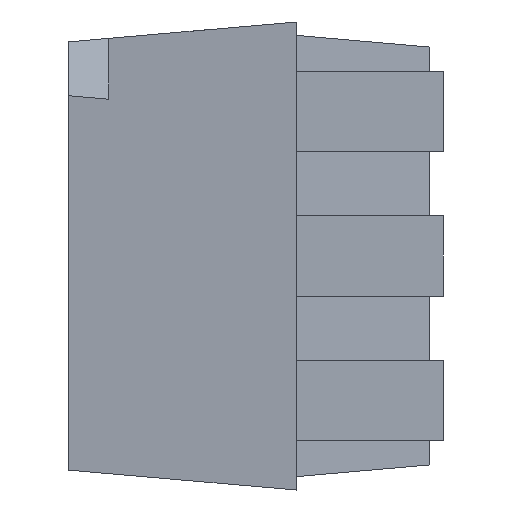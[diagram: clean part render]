
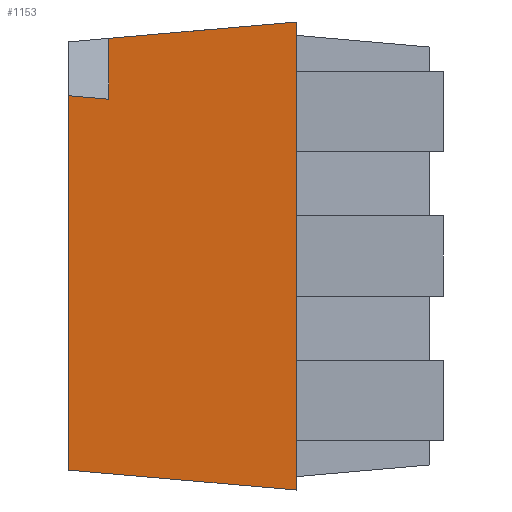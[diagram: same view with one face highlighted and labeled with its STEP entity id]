
A CAD part, left-side view. The second image highlights one B-rep face of the part: STEP entity #1153.
In plain terms, the highlighted planar face has unit normal (-0.996, 0.087, 0).
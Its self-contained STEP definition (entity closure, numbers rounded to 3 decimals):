
#31 = LINE ( 'NONE', #1618, #1947 ) ;
#60 = CARTESIAN_POINT ( 'NONE',  ( -1.85, 0., 1.75 ) ) ;
#119 = CARTESIAN_POINT ( 'NONE',  ( -1.822, 0.319, 1.722 ) ) ;
#147 = EDGE_LOOP ( 'NONE', ( #1977, #2192, #1540, #1250, #1280, #388 ) ) ;
#168 = CARTESIAN_POINT ( 'NONE',  ( -1.701, 1.7, 1.199 ) ) ;
#216 = EDGE_CURVE ( 'NONE', #2187, #1851, #1883, .T. ) ;
#217 = VERTEX_POINT ( 'NONE', #168 ) ;
#241 = LINE ( 'NONE', #469, #2330 ) ;
#294 = CARTESIAN_POINT ( 'NONE',  ( -1.85, 0., 1.75 ) ) ;
#371 = EDGE_CURVE ( 'NONE', #500, #217, #1789, .T. ) ;
#388 = ORIENTED_EDGE ( 'NONE', *, *, #696, .F. ) ;
#469 = CARTESIAN_POINT ( 'NONE',  ( -1.728, 1.4, 1.75 ) ) ;
#500 = VERTEX_POINT ( 'NONE', #1518 ) ;
#696 = EDGE_CURVE ( 'NONE', #717, #1002, #1414, .T. ) ;
#717 = VERTEX_POINT ( 'NONE', #2077 ) ;
#785 = CARTESIAN_POINT ( 'NONE',  ( -1.845, 0.06, 1.055 ) ) ;
#796 = VECTOR ( 'NONE', #1223, 1000. ) ;
#818 = DIRECTION ( 'NONE',  ( 0.087, 0.992, 0.087 ) ) ;
#827 = EDGE_CURVE ( 'NONE', #717, #500, #241, .T. ) ;
#858 = VECTOR ( 'NONE', #1830, 1000. ) ;
#1002 = VERTEX_POINT ( 'NONE', #60 ) ;
#1008 = DIRECTION ( 'NONE',  ( 0., 0., -1. ) ) ;
#1065 = AXIS2_PLACEMENT_3D ( 'NONE', #294, #1782, #1405 ) ;
#1153 = ADVANCED_FACE ( 'NONE', ( #1342 ), #1945, .T. ) ;
#1223 = DIRECTION ( 'NONE',  ( 0., 0., 1. ) ) ;
#1250 = ORIENTED_EDGE ( 'NONE', *, *, #216, .T. ) ;
#1280 = ORIENTED_EDGE ( 'NONE', *, *, #1573, .T. ) ;
#1342 = FACE_OUTER_BOUND ( 'NONE', #147, .T. ) ;
#1405 = DIRECTION ( 'NONE',  ( -0.087, -0.996, 0. ) ) ;
#1414 = LINE ( 'NONE', #119, #2097 ) ;
#1462 = DIRECTION ( 'NONE',  ( 0., 0., 1. ) ) ;
#1518 = CARTESIAN_POINT ( 'NONE',  ( -1.728, 1.4, 1.172 ) ) ;
#1529 = LINE ( 'NONE', #2332, #796 ) ;
#1532 = DIRECTION ( 'NONE',  ( -0.087, -0.992, 0.087 ) ) ;
#1540 = ORIENTED_EDGE ( 'NONE', *, *, #2229, .F. ) ;
#1573 = EDGE_CURVE ( 'NONE', #1851, #1002, #1529, .T. ) ;
#1618 = CARTESIAN_POINT ( 'NONE',  ( -1.701, 1.7, 1.75 ) ) ;
#1782 = DIRECTION ( 'NONE',  ( -0.996, 0.087, 0. ) ) ;
#1789 = LINE ( 'NONE', #785, #2268 ) ;
#1790 = CARTESIAN_POINT ( 'NONE',  ( -1.701, 1.7, -1.601 ) ) ;
#1830 = DIRECTION ( 'NONE',  ( -0.087, -0.992, -0.087 ) ) ;
#1851 = VERTEX_POINT ( 'NONE', #2217 ) ;
#1883 = LINE ( 'NONE', #1995, #858 ) ;
#1945 = PLANE ( 'NONE',  #1065 ) ;
#1947 = VECTOR ( 'NONE', #1462, 1000. ) ;
#1977 = ORIENTED_EDGE ( 'NONE', *, *, #827, .T. ) ;
#1995 = CARTESIAN_POINT ( 'NONE',  ( -1.824, 0.302, -1.724 ) ) ;
#2077 = CARTESIAN_POINT ( 'NONE',  ( -1.728, 1.4, 1.628 ) ) ;
#2097 = VECTOR ( 'NONE', #1532, 1000. ) ;
#2187 = VERTEX_POINT ( 'NONE', #1790 ) ;
#2192 = ORIENTED_EDGE ( 'NONE', *, *, #371, .T. ) ;
#2217 = CARTESIAN_POINT ( 'NONE',  ( -1.85, 0., -1.75 ) ) ;
#2229 = EDGE_CURVE ( 'NONE', #2187, #217, #31, .T. ) ;
#2268 = VECTOR ( 'NONE', #818, 1000. ) ;
#2330 = VECTOR ( 'NONE', #1008, 1000. ) ;
#2332 = CARTESIAN_POINT ( 'NONE',  ( -1.85, 0., 1.75 ) ) ;
